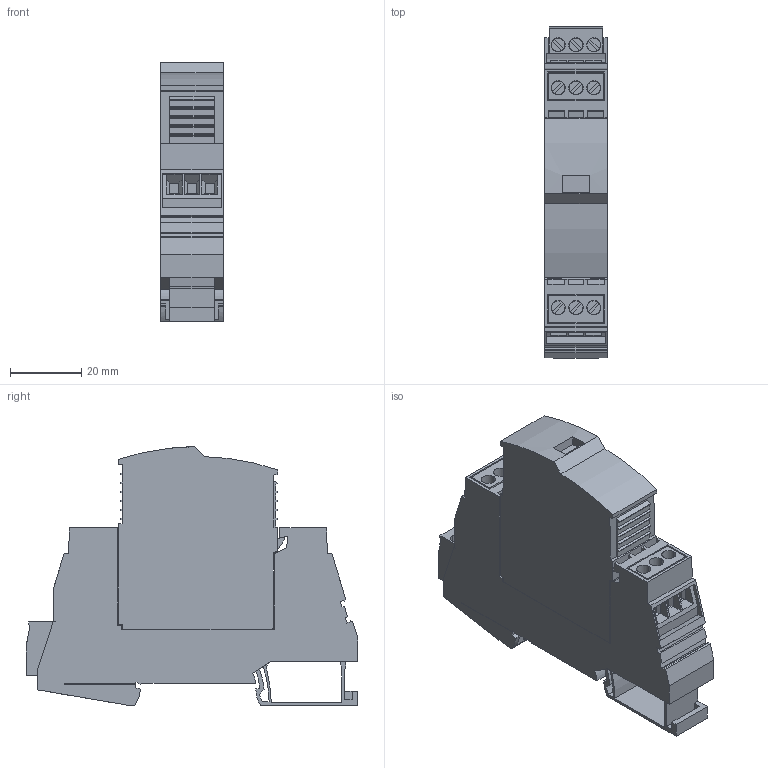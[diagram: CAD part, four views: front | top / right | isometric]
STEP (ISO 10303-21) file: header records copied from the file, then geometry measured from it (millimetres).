
FILE_DESCRIPTION(('Creo Elements/Direct Modeling STEP Export'),'2;1');
FILE_NAME('model.stp','2019-03-01T 1:05:03',(''),(''),'Creo Elements/Direct Modeling STEP processor for AP214 (Solid Model)','Creo Elements/Direct Modeling 20.1A 29-Sep-2018 (C) Parametric Technology GmbH','');
FILE_SCHEMA(('AUTOMOTIVE_DESIGN { 1 0 10303 214 1 1 1 1 }'));
Length unit declared in the file: millimetre
Products named in the file (2): PLT_SEC_T3...FM_UT-select
Assembly tree (1 placements, depth 2):
  PLT_SEC_T3...FM_UT-select
    PLT_SEC_T3...FM_UT-select
Bounding box: 17.7 x 93.36 x 72.77 mm (x, y, z)
Volume: 75573.3 mm3; surface area: 22473.8 mm2
Topology: 1 solids, 3 shells, 543 faces, 1514 edges, 1009 vertices
Faces by surface type: plane 484, cylinder 55, extrusion 4
Entity records: 20688 total; most frequent: CARTESIAN_POINT 3136, ORIENTED_EDGE 3028, DIRECTION 2533, EDGE_CURVE 1514, VECTOR 1319, LINE 1315, VERTEX_POINT 1009, AXIS2_PLACEMENT_3D 607
